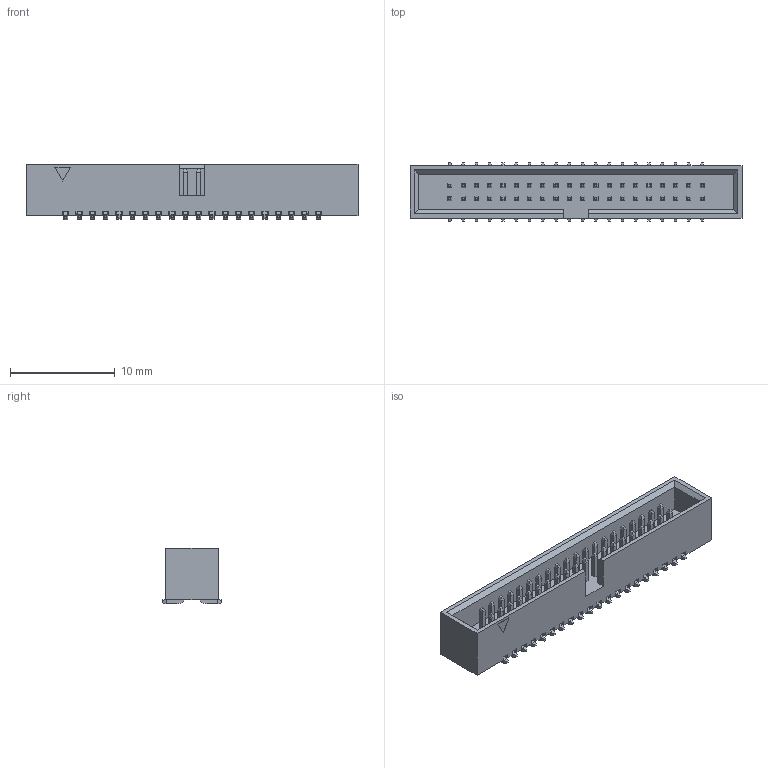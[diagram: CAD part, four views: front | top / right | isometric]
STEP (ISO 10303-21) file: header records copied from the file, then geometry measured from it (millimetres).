
FILE_DESCRIPTION(('FreeCAD Model'),'2;1');
FILE_NAME('Open CASCADE Shape Model','2023-01-02T11:57:03',(''),(''), 'Open CASCADE STEP processor 7.6','FreeCAD','Unknown');
FILE_SCHEMA(('AUTOMOTIVE_DESIGN { 1 0 10303 214 1 1 1 1 }'));
Length unit declared in the file: millimetre
Products named in the file (3): 6273xx20621; 62704020621; 6270xx20621_PIN039
Assembly tree (41 placements, depth 2):
  6273xx20621
    62704020621
    6270xx20621_PIN039  x40
Bounding box: 31.75 x 5.6 x 5.3 mm (x, y, z)
Volume: 467.9 mm3; surface area: 1407.3 mm2
Topology: 41 solids, 41 shells, 1183 faces, 3016 edges, 1876 vertices
Faces by surface type: plane 1103, cylinder 80
Entity records: 19628 total; most frequent: CARTESIAN_POINT 2919, ORIENTED_EDGE 2912, DIRECTION 2506, EDGE_CURVE 1456, LINE 1452, VECTOR 1452, VERTEX_POINT 940, AXIS2_PLACEMENT_3D 527
